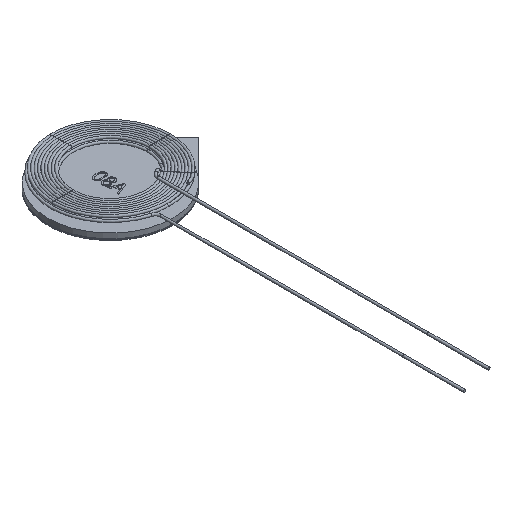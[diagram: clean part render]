
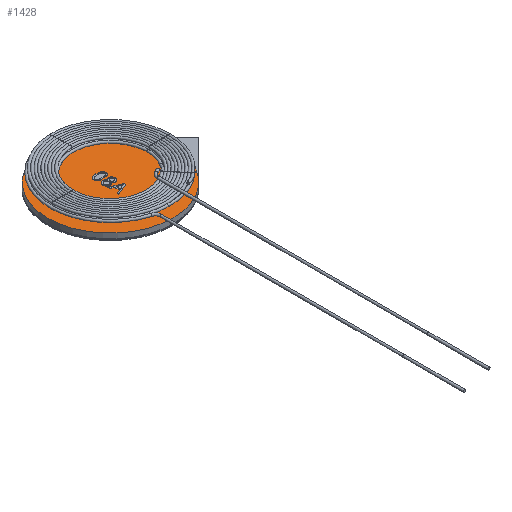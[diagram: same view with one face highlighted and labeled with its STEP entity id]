
A CAD part, isometric view. The second image highlights one B-rep face of the part: STEP entity #1428.
In plain terms, the highlighted planar face has unit normal (0, 0, 1).
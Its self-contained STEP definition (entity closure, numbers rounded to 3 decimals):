
#48=B_SPLINE_CURVE_WITH_KNOTS('',1,(#2811,#2812),.UNSPECIFIED.,.F.,.F.,
(2,2),(0.874,0.962),.UNSPECIFIED.);
#51=B_SPLINE_CURVE_WITH_KNOTS('',1,(#2837,#2838),.UNSPECIFIED.,.F.,.F.,
(2,2),(0.758,0.874),.UNSPECIFIED.);
#52=B_SPLINE_CURVE_WITH_KNOTS('',1,(#2842,#2843),.UNSPECIFIED.,.F.,.F.,
(2,2),(0.67,0.758),.UNSPECIFIED.);
#53=B_SPLINE_CURVE_WITH_KNOTS('',1,(#2847,#2848),.UNSPECIFIED.,.F.,.F.,
(2,2),(0.629,0.67),.UNSPECIFIED.);
#54=B_SPLINE_CURVE_WITH_KNOTS('',1,(#2852,#2853),.UNSPECIFIED.,.F.,.F.,
(2,2),(0.333,0.629),.UNSPECIFIED.);
#55=B_SPLINE_CURVE_WITH_KNOTS('',1,(#2857,#2858),.UNSPECIFIED.,.F.,.F.,
(2,2),(0.293,0.333),.UNSPECIFIED.);
#56=B_SPLINE_CURVE_WITH_KNOTS('',1,(#2862,#2863),.UNSPECIFIED.,.F.,.F.,
(2,2),(0.,0.293),.UNSPECIFIED.);
#57=B_SPLINE_CURVE_WITH_KNOTS('',1,(#2867,#2868),.UNSPECIFIED.,.F.,.F.,
(2,2),(0.962,1.),.UNSPECIFIED.);
#64=B_SPLINE_CURVE_WITH_KNOTS('',3,(#2958,#2959,#2960,#2961,#2962,#2963,
#2964,#2965,#2966,#2967,#2968),.UNSPECIFIED.,.F.,.F.,(4,1,1,1,1,1,1,1,4),
(0.,0.125,0.25,0.375,
0.5,0.625,0.75,0.875,
1.),.UNSPECIFIED.);
#65=B_SPLINE_CURVE_WITH_KNOTS('',3,(#3027,#3028,#3029,#3030,#3031,#3032,
#3033,#3034),.UNSPECIFIED.,.F.,.F.,(4,1,1,1,1,4),(0.,0.25,
0.375,0.5,0.75,1.),
 .UNSPECIFIED.);
#69=B_SPLINE_CURVE_WITH_KNOTS('',3,(#3117,#3118,#3119,#3120,#3121,#3122,
#3123,#3124,#3125,#3126,#3127,#3128,#3129,#3130,#3131),.UNSPECIFIED.,.T.,
 .F.,(1,1,1,1,1,1,1,1,1,1,1,1,1,1,1,1,1,1,1),(-0.197,-0.132,
-0.066,0.,0.059,0.119,0.238,0.362,0.487,0.549,
0.612,0.737,0.803,0.868,0.934,1.,1.059,
1.119,1.238),.UNSPECIFIED.);
#388=ORIENTED_EDGE('',*,*,#635,.T.);
#389=ORIENTED_EDGE('',*,*,#653,.T.);
#390=ORIENTED_EDGE('',*,*,#651,.T.);
#391=ORIENTED_EDGE('',*,*,#649,.T.);
#392=ORIENTED_EDGE('',*,*,#647,.T.);
#393=ORIENTED_EDGE('',*,*,#645,.T.);
#394=ORIENTED_EDGE('',*,*,#643,.T.);
#395=ORIENTED_EDGE('',*,*,#641,.T.);
#396=ORIENTED_EDGE('',*,*,#667,.T.);
#397=ORIENTED_EDGE('',*,*,#669,.T.);
#398=ORIENTED_EDGE('',*,*,#660,.T.);
#399=ORIENTED_EDGE('',*,*,#663,.T.);
#635=EDGE_CURVE('',#800,#801,#48,.T.);
#641=EDGE_CURVE('',#802,#800,#51,.T.);
#643=EDGE_CURVE('',#803,#802,#52,.T.);
#645=EDGE_CURVE('',#804,#803,#53,.T.);
#647=EDGE_CURVE('',#805,#804,#54,.T.);
#649=EDGE_CURVE('',#806,#805,#55,.T.);
#651=EDGE_CURVE('',#807,#806,#56,.T.);
#653=EDGE_CURVE('',#801,#807,#57,.T.);
#660=EDGE_CURVE('',#814,#815,#64,.T.);
#663=EDGE_CURVE('',#815,#814,#65,.T.);
#667=EDGE_CURVE('',#819,#819,#69,.T.);
#669=EDGE_CURVE('',#821,#821,#933,.T.);
#800=VERTEX_POINT('',#2813);
#801=VERTEX_POINT('',#2814);
#802=VERTEX_POINT('',#2839);
#803=VERTEX_POINT('',#2844);
#804=VERTEX_POINT('',#2849);
#805=VERTEX_POINT('',#2854);
#806=VERTEX_POINT('',#2859);
#807=VERTEX_POINT('',#2864);
#814=VERTEX_POINT('',#2969);
#815=VERTEX_POINT('',#2970);
#819=VERTEX_POINT('',#3132);
#821=VERTEX_POINT('',#3170);
#933=CIRCLE('',#2330,5.15);
#1005=EDGE_LOOP('',(#388,#389,#390,#391,#392,#393,#394,#395));
#1006=EDGE_LOOP('',(#396));
#1007=EDGE_LOOP('',(#397));
#1008=EDGE_LOOP('',(#398,#399));
#1209=FACE_BOUND('',#1005,.T.);
#1210=FACE_BOUND('',#1006,.T.);
#1211=FACE_BOUND('',#1007,.T.);
#1212=FACE_BOUND('',#1008,.T.);
#1383=PLANE('',#2331);
#1428=ADVANCED_FACE('',(#1209,#1210,#1211,#1212),#1383,.T.);
#2330=AXIS2_PLACEMENT_3D('',#3169,#2529,#2530);
#2331=AXIS2_PLACEMENT_3D('',#3171,#2531,#2532);
#2529=DIRECTION('',(0.,0.,1.));
#2530=DIRECTION('',(1.,0.,0.));
#2531=DIRECTION('',(0.,0.,1.));
#2532=DIRECTION('',(1.,0.,0.));
#2811=CARTESIAN_POINT('',(-0.187,-0.518,0.408));
#2812=CARTESIAN_POINT('',(-0.483,-0.411,0.408));
#2813=CARTESIAN_POINT('',(-0.187,-0.518,0.408));
#2814=CARTESIAN_POINT('',(-0.483,-0.411,0.408));
#2837=CARTESIAN_POINT('',(-0.187,-0.93,0.408));
#2838=CARTESIAN_POINT('',(-0.187,-0.518,0.408));
#2839=CARTESIAN_POINT('',(-0.187,-0.93,0.408));
#2842=CARTESIAN_POINT('',(-0.483,-1.043,0.408));
#2843=CARTESIAN_POINT('',(-0.187,-0.93,0.408));
#2844=CARTESIAN_POINT('',(-0.483,-1.043,0.408));
#2847=CARTESIAN_POINT('',(-0.483,-1.19,0.408));
#2848=CARTESIAN_POINT('',(-0.483,-1.043,0.408));
#2849=CARTESIAN_POINT('',(-0.483,-1.19,0.408));
#2852=CARTESIAN_POINT('',(0.497,-0.79,0.408));
#2853=CARTESIAN_POINT('',(-0.483,-1.19,0.408));
#2854=CARTESIAN_POINT('',(0.497,-0.79,0.408));
#2857=CARTESIAN_POINT('',(0.497,-0.649,0.408));
#2858=CARTESIAN_POINT('',(0.497,-0.79,0.408));
#2859=CARTESIAN_POINT('',(0.497,-0.649,0.408));
#2862=CARTESIAN_POINT('',(-0.483,-0.273,0.408));
#2863=CARTESIAN_POINT('',(0.497,-0.649,0.408));
#2864=CARTESIAN_POINT('',(-0.483,-0.273,0.408));
#2867=CARTESIAN_POINT('',(-0.483,-0.411,0.408));
#2868=CARTESIAN_POINT('',(-0.483,-0.273,0.408));
#2958=CARTESIAN_POINT('',(0.048,0.243,0.408));
#2959=CARTESIAN_POINT('',(0.071,0.308,0.408));
#2960=CARTESIAN_POINT('',(0.135,0.398,0.408));
#2961=CARTESIAN_POINT('',(0.332,0.395,0.408));
#2962=CARTESIAN_POINT('',(0.476,0.303,0.408));
#2963=CARTESIAN_POINT('',(0.514,0.095,0.408));
#2964=CARTESIAN_POINT('',(0.468,-0.088,0.408));
#2965=CARTESIAN_POINT('',(0.319,-0.182,0.408));
#2966=CARTESIAN_POINT('',(0.135,-0.184,0.408));
#2967=CARTESIAN_POINT('',(0.072,-0.095,0.408));
#2968=CARTESIAN_POINT('',(0.048,-0.031,0.408));
#2969=CARTESIAN_POINT('',(0.048,0.243,0.408));
#2970=CARTESIAN_POINT('',(0.048,-0.031,0.408));
#3027=CARTESIAN_POINT('',(0.048,-0.031,0.408));
#3028=CARTESIAN_POINT('',(0.,-0.178,0.408));
#3029=CARTESIAN_POINT('',(-0.226,-0.272,0.408));
#3030=CARTESIAN_POINT('',(-0.467,-0.105,0.408));
#3031=CARTESIAN_POINT('',(-0.542,0.203,0.408));
#3032=CARTESIAN_POINT('',(-0.287,0.521,0.408));
#3033=CARTESIAN_POINT('',(0.009,0.391,0.408));
#3034=CARTESIAN_POINT('',(0.048,0.243,0.408));
#3117=CARTESIAN_POINT('',(-0.243,1.175,0.408));
#3118=CARTESIAN_POINT('',(-0.008,1.197,0.408));
#3119=CARTESIAN_POINT('',(0.22,1.178,0.408));
#3120=CARTESIAN_POINT('',(0.419,1.109,0.408));
#3121=CARTESIAN_POINT('',(0.538,0.909,0.408));
#3122=CARTESIAN_POINT('',(0.446,0.614,0.408));
#3123=CARTESIAN_POINT('',(0.146,0.543,0.408));
#3124=CARTESIAN_POINT('',(-0.19,0.557,0.408));
#3125=CARTESIAN_POINT('',(-0.411,0.625,0.408));
#3126=CARTESIAN_POINT('',(-0.517,0.782,0.408));
#3127=CARTESIAN_POINT('',(-0.49,1.001,0.408));
#3128=CARTESIAN_POINT('',(-0.399,1.108,0.408));
#3129=CARTESIAN_POINT('',(-0.243,1.175,0.408));
#3130=CARTESIAN_POINT('',(-0.008,1.197,0.408));
#3131=CARTESIAN_POINT('',(0.22,1.178,0.408));
#3132=CARTESIAN_POINT('',(0.,1.19,0.408));
#3169=CARTESIAN_POINT('',(0.,0.,0.408));
#3170=CARTESIAN_POINT('',(5.15,0.,0.408));
#3171=CARTESIAN_POINT('',(0.,0.,0.408));
